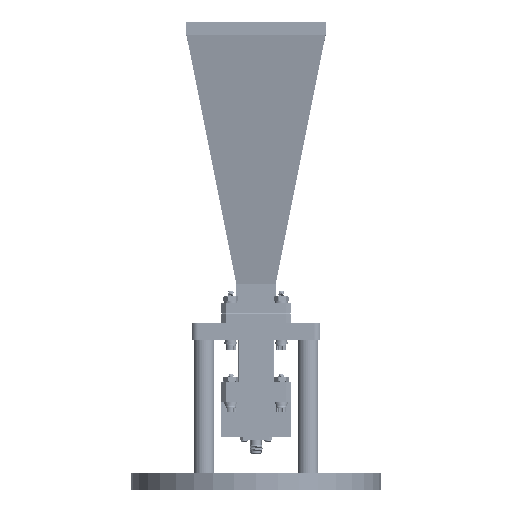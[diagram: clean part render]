
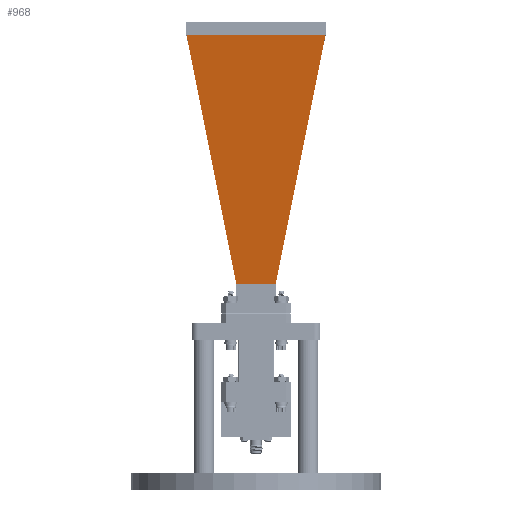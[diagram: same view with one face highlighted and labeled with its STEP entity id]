
A CAD part, top view. The second image highlights one B-rep face of the part: STEP entity #968.
In plain terms, the highlighted face is planar.
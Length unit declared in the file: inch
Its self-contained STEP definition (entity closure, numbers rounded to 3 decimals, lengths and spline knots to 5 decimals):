
#174 = EDGE_CURVE ( 'NONE', #61345, #24604, #54866, .T. ) ;
#831 = CARTESIAN_POINT ( 'NONE',  ( -1.00512, 1.31806, 6.66979 ) ) ;
#968 = ADVANCED_FACE ( 'NONE', ( #45058 ), #33570, .T. ) ;
#2915 = DIRECTION ( 'NONE',  ( -0.159, 0., 0.987 ) ) ;
#4372 = ORIENTED_EDGE ( 'NONE', *, *, #53195, .T. ) ;
#6383 = LINE ( 'NONE', #22379, #60822 ) ;
#7171 = CARTESIAN_POINT ( 'NONE',  ( -0.24561, 0., 1.95904 ) ) ;
#8763 = CARTESIAN_POINT ( 'NONE',  ( -0.24561, -0.37349, 1.95904 ) ) ;
#10946 = CARTESIAN_POINT ( 'NONE',  ( -1.00512, -1.31806, 6.66979 ) ) ;
#11632 = EDGE_LOOP ( 'NONE', ( #25470, #4372, #48273, #56320 ) ) ;
#21825 = EDGE_CURVE ( 'NONE', #26614, #38724, #64498, .T. ) ;
#21854 = EDGE_CURVE ( 'NONE', #38724, #61345, #6383, .T. ) ;
#22379 = CARTESIAN_POINT ( 'NONE',  ( -1.00512, 1.31806, 6.66979 ) ) ;
#23220 = VECTOR ( 'NONE', #54114, 39.37008 ) ;
#23775 = CARTESIAN_POINT ( 'NONE',  ( -0.24561, 0.37349, 1.95904 ) ) ;
#24604 = VERTEX_POINT ( 'NONE', #8763 ) ;
#25470 = ORIENTED_EDGE ( 'NONE', *, *, #174, .T. ) ;
#26614 = VERTEX_POINT ( 'NONE', #10946 ) ;
#33570 = PLANE ( 'NONE',  #60646 ) ;
#38724 = VERTEX_POINT ( 'NONE', #831 ) ;
#38760 = DIRECTION ( 'NONE',  ( 0., 1., 0. ) ) ;
#43635 = DIRECTION ( 'NONE',  ( 0.156, -0.194, -0.968 ) ) ;
#44400 = DIRECTION ( 'NONE',  ( -0.987, 0., -0.159 ) ) ;
#45058 = FACE_OUTER_BOUND ( 'NONE', #11632, .T. ) ;
#48273 = ORIENTED_EDGE ( 'NONE', *, *, #21825, .T. ) ;
#53195 = EDGE_CURVE ( 'NONE', #24604, #26614, #65232, .T. ) ;
#54114 = DIRECTION ( 'NONE',  ( -0.156, -0.194, 0.968 ) ) ;
#54866 = LINE ( 'NONE', #7171, #61657 ) ;
#55097 = CARTESIAN_POINT ( 'NONE',  ( -1.00512, 0., 6.66979 ) ) ;
#56320 = ORIENTED_EDGE ( 'NONE', *, *, #21854, .T. ) ;
#59329 = CARTESIAN_POINT ( 'NONE',  ( -0.24561, -0.37349, 1.95904 ) ) ;
#60646 = AXIS2_PLACEMENT_3D ( 'NONE', #66957, #44400, #2915 ) ;
#60822 = VECTOR ( 'NONE', #43635, 39.37008 ) ;
#61345 = VERTEX_POINT ( 'NONE', #23775 ) ;
#61657 = VECTOR ( 'NONE', #65652, 39.37008 ) ;
#64498 = LINE ( 'NONE', #55097, #67496 ) ;
#65232 = LINE ( 'NONE', #59329, #23220 ) ;
#65652 = DIRECTION ( 'NONE',  ( 0., -1., 0. ) ) ;
#66957 = CARTESIAN_POINT ( 'NONE',  ( -0.64278, 0., 4.42244 ) ) ;
#67496 = VECTOR ( 'NONE', #38760, 39.37008 ) ;
